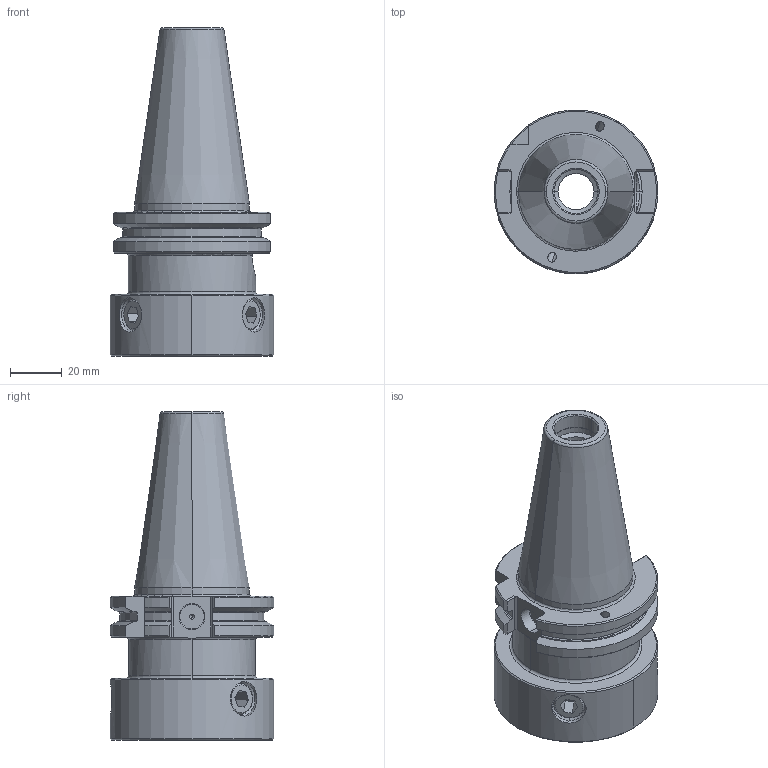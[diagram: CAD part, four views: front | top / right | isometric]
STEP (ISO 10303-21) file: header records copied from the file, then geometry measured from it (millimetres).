
FILE_DESCRIPTION(('no description'),'unknown implementation level');
FILE_NAME('00D7A48D-1E7B-47AF-93A0-1A5D62361577_export.stp',' ',('CIMSOURCE GmbH'),('CADClick - KiM GmbH - www.kimweb.de'),'unknown preprocess','ACIS','unknown authorization');
FILE_SCHEMA(('automotive_design'));
Length unit declared in the file: millimetre
Products named in the file (4): 323.726N Kaiser SK40 VBD X CKN6 X 90|690.436 Spannschraube CK6;NONE; 323.726N Kaiser SK40 VBD X CKN6 X 90|323.726N Kaiser SK40 VBD X CKN6 X 90;NONE
Bounding box: 63.5 x 63.5 x 127.25 mm (x, y, z)
Volume: 145615 mm3; surface area: 40505.7 mm2
Topology: 4 solids, 4 shells, 301 faces, 739 edges, 447 vertices
Faces by surface type: plane 106, cylinder 95, cone 78, torus 22
Entity records: 17903 total; most frequent: CARTESIAN_POINT 2543, DIRECTION 1486, STYLED_ITEM 1479, PRESENTATION_STYLE_ASSIGNMENT 1479, COLOUR_RGB 1479, ORIENTED_EDGE 1454, EDGE_CURVE 727, CURVE_STYLE 727
